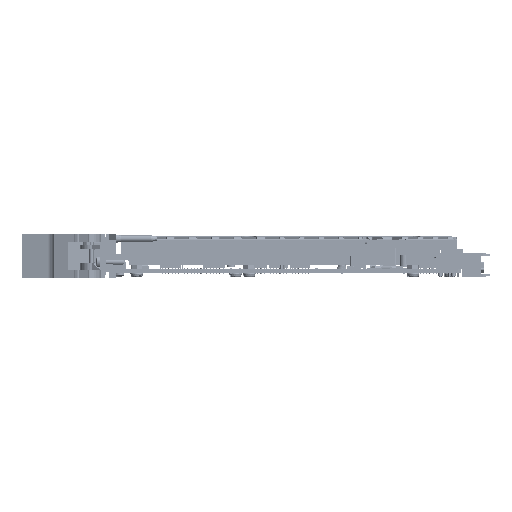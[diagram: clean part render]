
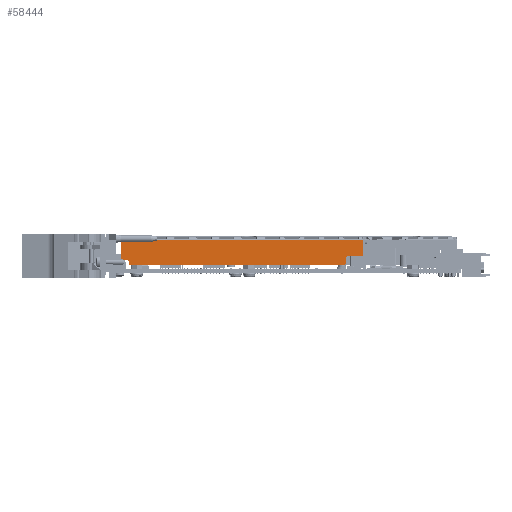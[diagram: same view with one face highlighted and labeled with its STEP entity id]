
A CAD part, front view. The second image highlights one B-rep face of the part: STEP entity #58444.
In plain terms, the highlighted planar face has unit normal (0, -1, 0).
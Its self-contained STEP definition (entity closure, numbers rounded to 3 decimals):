
#12024 = LINE ( 'NONE', #64030, #12035 ) ;
#12030 = LINE ( 'NONE', #64023, #12033 ) ;
#12032 = CIRCLE ( 'NONE', #53893, 1. ) ;
#12033 = VECTOR ( 'NONE', #64032, 1000. ) ;
#12034 = LINE ( 'NONE', #64036, #12037 ) ;
#12035 = VECTOR ( 'NONE', #64028, 1000. ) ;
#12036 = CIRCLE ( 'NONE', #53896, 1. ) ;
#12037 = VECTOR ( 'NONE', #64042, 1000. ) ;
#12038 = LINE ( 'NONE', #64061, #12041 ) ;
#12039 = CIRCLE ( 'NONE', #53904, 1. ) ;
#12040 = CIRCLE ( 'NONE', #53898, 1. ) ;
#12041 = VECTOR ( 'NONE', #64064, 1000. ) ;
#12047 = LINE ( 'NONE', #64130, #12051 ) ;
#12048 = CIRCLE ( 'NONE', #53910, 1. ) ;
#12051 = VECTOR ( 'NONE', #64093, 1000. ) ;
#12057 = LINE ( 'NONE', #64160, #12060 ) ;
#12059 = CIRCLE ( 'NONE', #53913, 1. ) ;
#12060 = VECTOR ( 'NONE', #64168, 1000. ) ;
#12064 = LINE ( 'NONE', #64198, #12071 ) ;
#12071 = VECTOR ( 'NONE', #64209, 1000. ) ;
#12713 = LINE ( 'NONE', #35389, #12723 ) ;
#12723 = VECTOR ( 'NONE', #35368, 1000. ) ;
#19291 = CARTESIAN_POINT ( 'NONE',  ( -3.831, -35.315, 4.656 ) ) ;
#20527 = CARTESIAN_POINT ( 'NONE',  ( 3.169, -35.315, 5.656 ) ) ;
#20605 = CARTESIAN_POINT ( 'NONE',  ( -106.714, -35.315, 5.156 ) ) ;
#20640 = CARTESIAN_POINT ( 'NONE',  ( 4.169, -35.315, 12.92 ) ) ;
#20974 = CARTESIAN_POINT ( 'NONE',  ( -102.114, -35.315, 1.656 ) ) ;
#21103 = CARTESIAN_POINT ( 'NONE',  ( -2.831, -35.315, 5.656 ) ) ;
#21809 = CARTESIAN_POINT ( 'NONE',  ( -4.831, -35.315, 1.656 ) ) ;
#21877 = CARTESIAN_POINT ( 'NONE',  ( 4.169, -35.315, 6.656 ) ) ;
#34482 = CARTESIAN_POINT ( 'NONE',  ( -105.714, -35.315, 4.156 ) ) ;
#34485 = CARTESIAN_POINT ( 'NONE',  ( -103.114, -35.315, 3.156 ) ) ;
#35141 = CARTESIAN_POINT ( 'NONE',  ( -106.714, -35.315, 12.92 ) ) ;
#35368 = DIRECTION ( 'NONE',  ( 1., 0., 0. ) ) ;
#35389 = CARTESIAN_POINT ( 'NONE',  ( 45.906, -35.315, 12.92 ) ) ;
#42638 = VERTEX_POINT ( 'NONE', #34482 ) ;
#42661 = VERTEX_POINT ( 'NONE', #34485 ) ;
#44259 = VERTEX_POINT ( 'NONE', #35141 ) ;
#44498 = VERTEX_POINT ( 'NONE', #73316 ) ;
#45172 = VERTEX_POINT ( 'NONE', #73487 ) ;
#45245 = VERTEX_POINT ( 'NONE', #73524 ) ;
#53893 = AXIS2_PLACEMENT_3D ( 'NONE', #64053, #64056, #64059 ) ;
#53896 = AXIS2_PLACEMENT_3D ( 'NONE', #64066, #64069, #64071 ) ;
#53898 = AXIS2_PLACEMENT_3D ( 'NONE', #64083, #64086, #64087 ) ;
#53904 = AXIS2_PLACEMENT_3D ( 'NONE', #64111, #64113, #64116 ) ;
#53910 = AXIS2_PLACEMENT_3D ( 'NONE', #64152, #64155, #64157 ) ;
#53913 = AXIS2_PLACEMENT_3D ( 'NONE', #64187, #64189, #64192 ) ;
#58444 = ADVANCED_FACE ( 'NONE', ( #143417 ), #229310, .F. ) ;
#61700 = VERTEX_POINT ( 'NONE', #19291 ) ;
#62121 = VERTEX_POINT ( 'NONE', #20527 ) ;
#62198 = VERTEX_POINT ( 'NONE', #20605 ) ;
#62240 = VERTEX_POINT ( 'NONE', #20640 ) ;
#62572 = VERTEX_POINT ( 'NONE', #20974 ) ;
#62711 = VERTEX_POINT ( 'NONE', #21103 ) ;
#63610 = VERTEX_POINT ( 'NONE', #21809 ) ;
#63699 = VERTEX_POINT ( 'NONE', #21877 ) ;
#64023 = CARTESIAN_POINT ( 'NONE',  ( 45.906, -35.315, 1.656 ) ) ;
#64028 = DIRECTION ( 'NONE',  ( -1., 0., 0. ) ) ;
#64030 = CARTESIAN_POINT ( 'NONE',  ( -106.714, -35.315, 4.156 ) ) ;
#64032 = DIRECTION ( 'NONE',  ( -1., 0., 0. ) ) ;
#64036 = CARTESIAN_POINT ( 'NONE',  ( -103.114, -35.315, 3.156 ) ) ;
#64042 = DIRECTION ( 'NONE',  ( 0., 0., 1. ) ) ;
#64053 = CARTESIAN_POINT ( 'NONE',  ( -102.114, -35.315, 2.656 ) ) ;
#64056 = DIRECTION ( 'NONE',  ( 0., -1., 0. ) ) ;
#64059 = DIRECTION ( 'NONE',  ( 0., 0., 1. ) ) ;
#64061 = CARTESIAN_POINT ( 'NONE',  ( -106.714, -35.315, 1.656 ) ) ;
#64064 = DIRECTION ( 'NONE',  ( 0., 0., 1. ) ) ;
#64066 = CARTESIAN_POINT ( 'NONE',  ( -105.714, -35.315, 5.156 ) ) ;
#64069 = DIRECTION ( 'NONE',  ( 0., -1., 0. ) ) ;
#64071 = DIRECTION ( 'NONE',  ( 0., 0., 1. ) ) ;
#64083 = CARTESIAN_POINT ( 'NONE',  ( -104.114, -35.315, 3.156 ) ) ;
#64086 = DIRECTION ( 'NONE',  ( 0., -1., 0. ) ) ;
#64087 = DIRECTION ( 'NONE',  ( -1., 0., 0. ) ) ;
#64093 = DIRECTION ( 'NONE',  ( 0., 0., -1. ) ) ;
#64111 = CARTESIAN_POINT ( 'NONE',  ( -4.831, -35.315, 2.656 ) ) ;
#64113 = DIRECTION ( 'NONE',  ( 0., -1., 0. ) ) ;
#64116 = DIRECTION ( 'NONE',  ( 0., 0., 1. ) ) ;
#64130 = CARTESIAN_POINT ( 'NONE',  ( -3.831, -35.315, 5.656 ) ) ;
#64152 = CARTESIAN_POINT ( 'NONE',  ( -2.831, -35.315, 4.656 ) ) ;
#64155 = DIRECTION ( 'NONE',  ( 0., 1., 0. ) ) ;
#64157 = DIRECTION ( 'NONE',  ( 0., 0., 1. ) ) ;
#64160 = CARTESIAN_POINT ( 'NONE',  ( 4.169, -35.315, 5.656 ) ) ;
#64168 = DIRECTION ( 'NONE',  ( -1., 0., 0. ) ) ;
#64187 = CARTESIAN_POINT ( 'NONE',  ( 3.169, -35.315, 6.656 ) ) ;
#64189 = DIRECTION ( 'NONE',  ( 0., -1., 0. ) ) ;
#64192 = DIRECTION ( 'NONE',  ( 0., 0., 1. ) ) ;
#64198 = CARTESIAN_POINT ( 'NONE',  ( 4.169, -35.315, 1.656 ) ) ;
#64209 = DIRECTION ( 'NONE',  ( 0., 0., 1. ) ) ;
#73316 = CARTESIAN_POINT ( 'NONE',  ( -103.114, -35.315, 2.656 ) ) ;
#73487 = CARTESIAN_POINT ( 'NONE',  ( -3.831, -35.315, 2.656 ) ) ;
#73524 = CARTESIAN_POINT ( 'NONE',  ( -104.114, -35.315, 4.156 ) ) ;
#83538 = EDGE_LOOP ( 'NONE', ( #104354, #105444, #104874, #106026, #105623, #105651, #106842, #105212, #104809, #105533, #103996, #105204, #104614, #104822 ) ) ;
#103996 = ORIENTED_EDGE ( 'NONE', *, *, #212343, .F. ) ;
#104354 = ORIENTED_EDGE ( 'NONE', *, *, #212299, .F. ) ;
#104614 = ORIENTED_EDGE ( 'NONE', *, *, #212363, .T. ) ;
#104809 = ORIENTED_EDGE ( 'NONE', *, *, #212323, .F. ) ;
#104822 = ORIENTED_EDGE ( 'NONE', *, *, #213213, .F. ) ;
#104874 = ORIENTED_EDGE ( 'NONE', *, *, #212284, .F. ) ;
#105204 = ORIENTED_EDGE ( 'NONE', *, *, #212351, .T. ) ;
#105212 = ORIENTED_EDGE ( 'NONE', *, *, #212313, .T. ) ;
#105444 = ORIENTED_EDGE ( 'NONE', *, *, #212296, .T. ) ;
#105533 = ORIENTED_EDGE ( 'NONE', *, *, #212332, .T. ) ;
#105623 = ORIENTED_EDGE ( 'NONE', *, *, #212288, .F. ) ;
#105651 = ORIENTED_EDGE ( 'NONE', *, *, #212293, .T. ) ;
#106026 = ORIENTED_EDGE ( 'NONE', *, *, #212303, .F. ) ;
#106842 = ORIENTED_EDGE ( 'NONE', *, *, #212281, .F. ) ;
#143417 = FACE_OUTER_BOUND ( 'NONE', #83538, .T. ) ;
#181244 = AXIS2_PLACEMENT_3D ( 'NONE', #229320, #229322, #229324 ) ;
#212281 = EDGE_CURVE ( 'NONE', #63610, #62572, #12030, .T. ) ;
#212284 = EDGE_CURVE ( 'NONE', #45245, #42638, #12024, .T. ) ;
#212288 = EDGE_CURVE ( 'NONE', #44498, #42661, #12034, .T. ) ;
#212293 = EDGE_CURVE ( 'NONE', #44498, #62572, #12032, .T. ) ;
#212296 = EDGE_CURVE ( 'NONE', #62198, #42638, #12036, .T. ) ;
#212299 = EDGE_CURVE ( 'NONE', #62198, #44259, #12038, .T. ) ;
#212303 = EDGE_CURVE ( 'NONE', #42661, #45245, #12040, .T. ) ;
#212313 = EDGE_CURVE ( 'NONE', #63610, #45172, #12039, .T. ) ;
#212323 = EDGE_CURVE ( 'NONE', #61700, #45172, #12047, .T. ) ;
#212332 = EDGE_CURVE ( 'NONE', #61700, #62711, #12048, .T. ) ;
#212343 = EDGE_CURVE ( 'NONE', #62121, #62711, #12057, .T. ) ;
#212351 = EDGE_CURVE ( 'NONE', #62121, #63699, #12059, .T. ) ;
#212363 = EDGE_CURVE ( 'NONE', #63699, #62240, #12064, .T. ) ;
#213213 = EDGE_CURVE ( 'NONE', #44259, #62240, #12713, .T. ) ;
#229310 = PLANE ( 'NONE',  #181244 ) ;
#229320 = CARTESIAN_POINT ( 'NONE',  ( 45.906, -35.315, 1.656 ) ) ;
#229322 = DIRECTION ( 'NONE',  ( 0., 1., 0. ) ) ;
#229324 = DIRECTION ( 'NONE',  ( 0., 0., 1. ) ) ;
